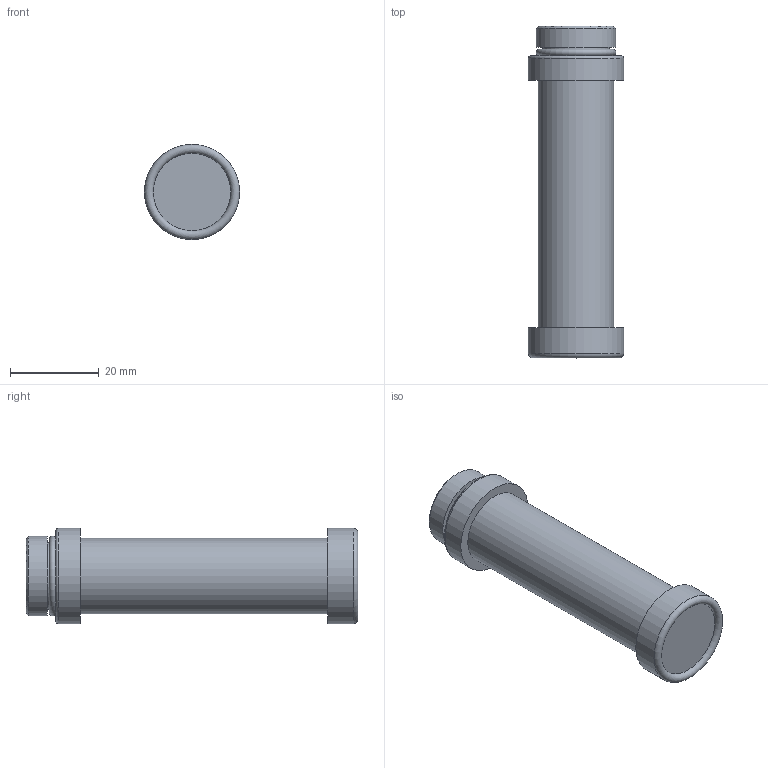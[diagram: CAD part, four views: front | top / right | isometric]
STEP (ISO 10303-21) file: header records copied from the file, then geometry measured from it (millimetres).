
FILE_DESCRIPTION(/* description */ ('STEP AP214'),/* implementation_level */ '2;1');
FILE_NAME(/* name */ '532912_MS4_D-MINI-LFX',/* time_stamp */ '2024-09-09T14:49:07+02:00',/* author */ ('License CC BY-ND 4.0'),/* organization */ ('CADENAS'),/* preprocessor_version */ 'ST-DEVELOPER v19.3',/* originating_system */ 'PARTsolutions',/* authorisation */ ' ');
FILE_SCHEMA (('AUTOMOTIVE_DESIGN {1 0 10303 214 3 1 1}'));
Length unit declared in the file: millimetre
Products named in the file (1): 532912 MS4/D-MINI-LFX
Bounding box: 21.5 x 74.95 x 21.5 mm (x, y, z)
Volume: 11948.8 mm3; surface area: 7867.6 mm2
Topology: 1 solids, 1 shells, 20 faces, 31 edges, 19 vertices
Faces by surface type: plane 8, cylinder 7, torus 3, cone 2
Full cylindrical faces by diameter (mm): 7.5 x1, 11 x1, 15 x1, 17 x1, 18 x1, 21.5 x2
Entity records: 558 total; most frequent: DIRECTION 80, CARTESIAN_POINT 59, AXIS2_PLACEMENT_3D 40, ORIENTED_EDGE 38, EDGE_LOOP 38, FACE_BOUND 38, STYLED_ITEM 20, PRESENTATION_STYLE_ASSIGNMENT 20
